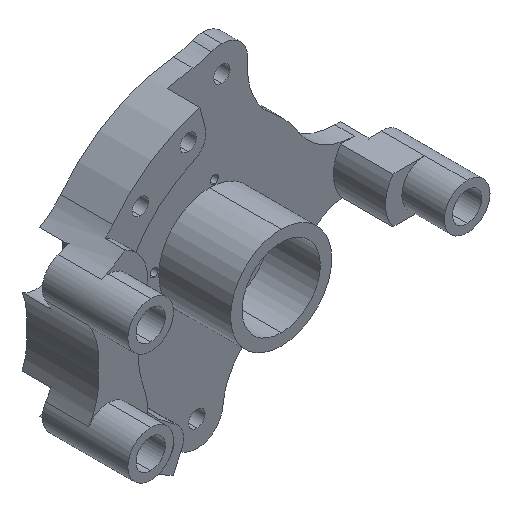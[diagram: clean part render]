
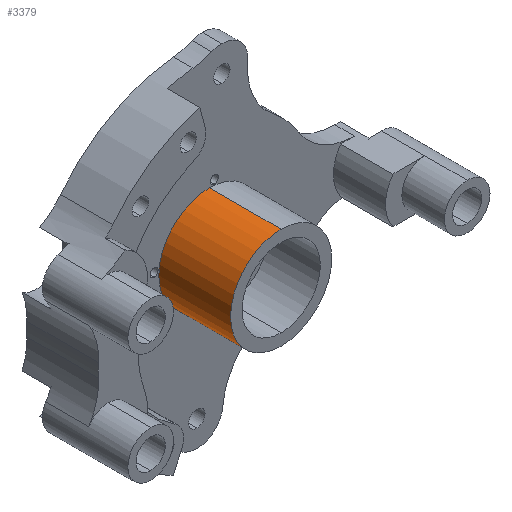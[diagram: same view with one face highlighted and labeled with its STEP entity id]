
A CAD part, isometric view. The second image highlights one B-rep face of the part: STEP entity #3379.
In plain terms, the highlighted cylindrical face has radius 7.75 mm (diameter 15.5 mm), a partial arc.
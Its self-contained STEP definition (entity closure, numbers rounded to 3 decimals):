
#36 = CARTESIAN_POINT ( 'NONE',  ( 0., 0., -7.75 ) ) ;
#83 = LINE ( 'NONE', #36, #920 ) ;
#237 = ORIENTED_EDGE ( 'NONE', *, *, #2640, .T. ) ;
#260 = CARTESIAN_POINT ( 'NONE',  ( 0., 0., 0. ) ) ;
#289 = VERTEX_POINT ( 'NONE', #2921 ) ;
#328 = DIRECTION ( 'NONE',  ( 0., -1., 0. ) ) ;
#381 = AXIS2_PLACEMENT_3D ( 'NONE', #1347, #821, #564 ) ;
#386 = EDGE_CURVE ( 'NONE', #2862, #3304, #1964, .T. ) ;
#491 = ORIENTED_EDGE ( 'NONE', *, *, #2326, .F. ) ;
#564 = DIRECTION ( 'NONE',  ( 0., 0., -1. ) ) ;
#790 = FACE_OUTER_BOUND ( 'NONE', #3271, .T. ) ;
#821 = DIRECTION ( 'NONE',  ( 0., -1., 0. ) ) ;
#870 = CIRCLE ( 'NONE', #1085, 7.75 ) ;
#920 = VECTOR ( 'NONE', #328, 1000. ) ;
#1085 = AXIS2_PLACEMENT_3D ( 'NONE', #2162, #1101, #1885 ) ;
#1101 = DIRECTION ( 'NONE',  ( 0., -1., 0. ) ) ;
#1191 = CARTESIAN_POINT ( 'NONE',  ( 0., 11., 7.75 ) ) ;
#1347 = CARTESIAN_POINT ( 'NONE',  ( 0., 0., 0. ) ) ;
#1464 = DIRECTION ( 'NONE',  ( 0., -1., 0. ) ) ;
#1870 = EDGE_CURVE ( 'NONE', #289, #2801, #83, .T. ) ;
#1885 = DIRECTION ( 'NONE',  ( 0., 0., 1. ) ) ;
#1886 = VECTOR ( 'NONE', #1464, 1000. ) ;
#1964 = LINE ( 'NONE', #1995, #1886 ) ;
#1995 = CARTESIAN_POINT ( 'NONE',  ( 0., 0., 7.75 ) ) ;
#2016 = CIRCLE ( 'NONE', #381, 7.75 ) ;
#2050 = DIRECTION ( 'NONE',  ( 0., -1., 0. ) ) ;
#2104 = CYLINDRICAL_SURFACE ( 'NONE', #3348, 7.75 ) ;
#2162 = CARTESIAN_POINT ( 'NONE',  ( 0., 11., 0. ) ) ;
#2256 = CARTESIAN_POINT ( 'NONE',  ( 0., 0., 7.75 ) ) ;
#2290 = ORIENTED_EDGE ( 'NONE', *, *, #386, .F. ) ;
#2326 = EDGE_CURVE ( 'NONE', #3304, #2801, #2016, .T. ) ;
#2451 = CARTESIAN_POINT ( 'NONE',  ( 0., 0., -7.75 ) ) ;
#2565 = DIRECTION ( 'NONE',  ( 0., 0., -1. ) ) ;
#2640 = EDGE_CURVE ( 'NONE', #2862, #289, #870, .T. ) ;
#2801 = VERTEX_POINT ( 'NONE', #2451 ) ;
#2862 = VERTEX_POINT ( 'NONE', #1191 ) ;
#2921 = CARTESIAN_POINT ( 'NONE',  ( 0., 11., -7.75 ) ) ;
#2956 = ORIENTED_EDGE ( 'NONE', *, *, #1870, .T. ) ;
#3271 = EDGE_LOOP ( 'NONE', ( #2290, #237, #2956, #491 ) ) ;
#3304 = VERTEX_POINT ( 'NONE', #2256 ) ;
#3348 = AXIS2_PLACEMENT_3D ( 'NONE', #260, #2050, #2565 ) ;
#3379 = ADVANCED_FACE ( 'NONE', ( #790 ), #2104, .T. ) ;
